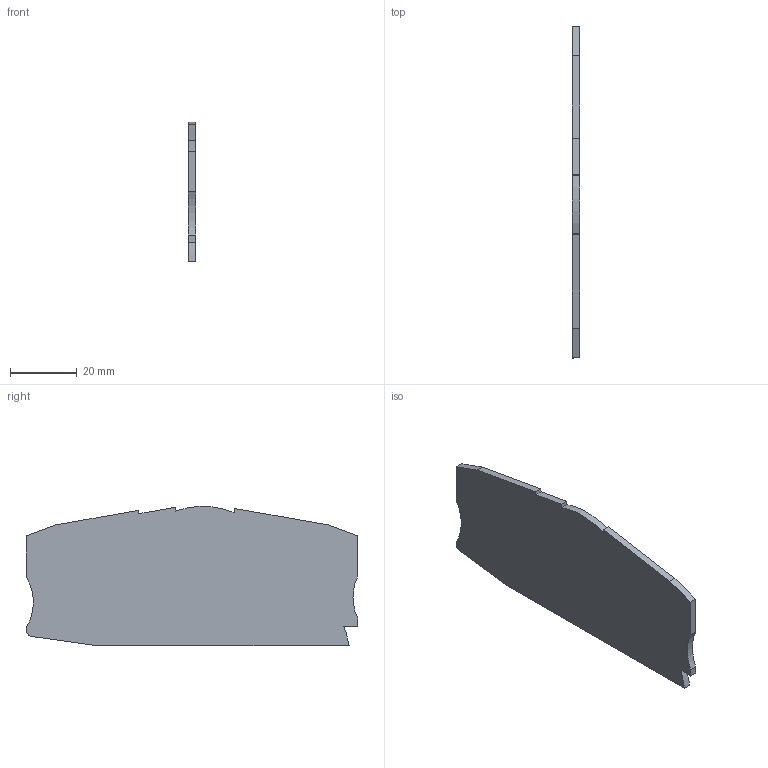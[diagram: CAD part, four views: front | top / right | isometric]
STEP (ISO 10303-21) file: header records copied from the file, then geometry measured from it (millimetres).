
FILE_DESCRIPTION(('Creo Elements/Direct Modeling STEP Export'),'2;1');
FILE_NAME('model.stp','2018-03-26T16:09:23',(''),(''),'Creo Elements/Direct Modeling STEP processor for AP214 (Solid Model)','Creo Elements/Direct Modeling 18.1I 14-Aug-2016 (C) Parametric Technology GmbH','');
FILE_SCHEMA(('AUTOMOTIVE_DESIGN { 1 0 10303 214 1 1 1 1 }'));
Length unit declared in the file: millimetre
Products named in the file (2): D_DTME_6-select
Assembly tree (1 placements, depth 2):
  D_DTME_6-select
    D_DTME_6-select
Bounding box: 2.2 x 99.8 x 41.87 mm (x, y, z)
Volume: 8288.3 mm3; surface area: 8130.4 mm2
Topology: 1 solids, 1 shells, 21 faces, 57 edges, 38 vertices
Faces by surface type: plane 16, cylinder 5
Entity records: 874 total; most frequent: CARTESIAN_POINT 118, ORIENTED_EDGE 114, DIRECTION 113, EDGE_CURVE 57, VECTOR 47, LINE 47, VERTEX_POINT 38, AXIS2_PLACEMENT_3D 33
